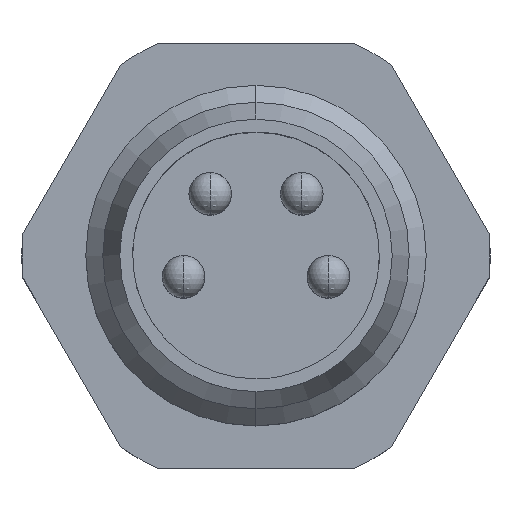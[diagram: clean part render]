
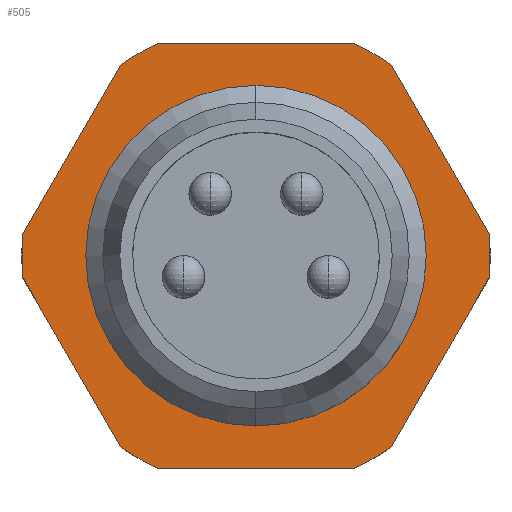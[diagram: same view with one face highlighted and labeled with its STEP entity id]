
A CAD part, top view. The second image highlights one B-rep face of the part: STEP entity #505.
In plain terms, the highlighted planar face has unit normal (0, 0, 1).
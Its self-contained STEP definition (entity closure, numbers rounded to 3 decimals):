
#207=AXIS2_PLACEMENT_3D('Circle Axis2P3D',#205,#206,$) ;
#250=AXIS2_PLACEMENT_3D('Circle Axis2P3D',#248,#249,$) ;
#293=AXIS2_PLACEMENT_3D('Circle Axis2P3D',#291,#292,$) ;
#336=AXIS2_PLACEMENT_3D('Circle Axis2P3D',#334,#335,$) ;
#379=AXIS2_PLACEMENT_3D('Circle Axis2P3D',#377,#378,$) ;
#422=AXIS2_PLACEMENT_3D('Circle Axis2P3D',#420,#421,$) ;
#435=AXIS2_PLACEMENT_3D('Plane Axis2P3D',#432,#433,#434) ;
#178=CARTESIAN_POINT('Vertex',(8.684,9.484,26.5)) ;
#181=CARTESIAN_POINT('Line Origine',(9.83,7.5,26.5)) ;
#185=CARTESIAN_POINT('Vertex',(10.976,5.516,26.5)) ;
#205=CARTESIAN_POINT('Axis2P3D Location',(5.5,5.,26.5)) ;
#209=CARTESIAN_POINT('Vertex',(10.976,4.484,26.5)) ;
#229=CARTESIAN_POINT('Line Origine',(9.83,2.5,26.5)) ;
#233=CARTESIAN_POINT('Vertex',(8.684,0.516,26.5)) ;
#248=CARTESIAN_POINT('Axis2P3D Location',(5.5,5.,26.5)) ;
#252=CARTESIAN_POINT('Vertex',(7.791,0.,26.5)) ;
#272=CARTESIAN_POINT('Line Origine',(5.5,0.,26.5)) ;
#276=CARTESIAN_POINT('Vertex',(3.208,0.,26.5)) ;
#291=CARTESIAN_POINT('Axis2P3D Location',(5.5,5.,26.5)) ;
#295=CARTESIAN_POINT('Vertex',(2.315,0.516,26.5)) ;
#315=CARTESIAN_POINT('Line Origine',(1.17,2.5,26.5)) ;
#319=CARTESIAN_POINT('Vertex',(0.024,4.484,26.5)) ;
#334=CARTESIAN_POINT('Axis2P3D Location',(5.5,5.,26.5)) ;
#338=CARTESIAN_POINT('Vertex',(0.024,5.516,26.5)) ;
#358=CARTESIAN_POINT('Line Origine',(1.17,7.5,26.5)) ;
#362=CARTESIAN_POINT('Vertex',(2.315,9.484,26.5)) ;
#377=CARTESIAN_POINT('Axis2P3D Location',(5.5,5.,26.5)) ;
#381=CARTESIAN_POINT('Vertex',(3.208,10.,26.5)) ;
#401=CARTESIAN_POINT('Line Origine',(5.5,10.,26.5)) ;
#405=CARTESIAN_POINT('Vertex',(7.791,10.,26.5)) ;
#420=CARTESIAN_POINT('Axis2P3D Location',(5.5,5.,26.5)) ;
#432=CARTESIAN_POINT('Axis2P3D Location',(5.5,9.45,26.5)) ;
#452=CARTESIAN_POINT('Control Point',(5.5,8.4,26.5)) ;
#453=CARTESIAN_POINT('Control Point',(5.861,8.4,26.5)) ;
#454=CARTESIAN_POINT('Control Point',(6.222,8.352,26.5)) ;
#455=CARTESIAN_POINT('Control Point',(6.575,8.256,26.5)) ;
#456=CARTESIAN_POINT('Control Point',(7.247,7.973,26.5)) ;
#457=CARTESIAN_POINT('Control Point',(7.821,7.524,26.5)) ;
#458=CARTESIAN_POINT('Control Point',(8.077,7.262,26.5)) ;
#459=CARTESIAN_POINT('Control Point',(8.512,6.677,26.5)) ;
#460=CARTESIAN_POINT('Control Point',(8.78,5.999,26.5)) ;
#461=CARTESIAN_POINT('Control Point',(8.868,5.644,26.5)) ;
#462=CARTESIAN_POINT('Control Point',(8.947,4.92,26.5)) ;
#463=CARTESIAN_POINT('Control Point',(8.834,4.199,26.5)) ;
#464=CARTESIAN_POINT('Control Point',(8.73,3.849,26.5)) ;
#465=CARTESIAN_POINT('Control Point',(8.431,3.184,26.5)) ;
#466=CARTESIAN_POINT('Control Point',(7.969,2.62,26.5)) ;
#467=CARTESIAN_POINT('Control Point',(7.701,2.371,26.5)) ;
#468=CARTESIAN_POINT('Control Point',(7.133,1.968,26.5)) ;
#469=CARTESIAN_POINT('Control Point',(6.482,1.72,26.5)) ;
#470=CARTESIAN_POINT('Control Point',(6.159,1.64,26.5)) ;
#471=CARTESIAN_POINT('Control Point',(5.829,1.6,26.5)) ;
#472=CARTESIAN_POINT('Control Point',(5.5,1.6,26.5)) ;
#473=CARTESIAN_POINT('Vertex',(5.5,8.4,26.5)) ;
#475=CARTESIAN_POINT('Vertex',(5.5,1.6,26.5)) ;
#479=CARTESIAN_POINT('Control Point',(5.5,1.6,26.5)) ;
#480=CARTESIAN_POINT('Control Point',(5.138,1.6,26.5)) ;
#481=CARTESIAN_POINT('Control Point',(4.777,1.648,26.5)) ;
#482=CARTESIAN_POINT('Control Point',(4.424,1.744,26.5)) ;
#483=CARTESIAN_POINT('Control Point',(3.753,2.027,26.5)) ;
#484=CARTESIAN_POINT('Control Point',(3.178,2.476,26.5)) ;
#485=CARTESIAN_POINT('Control Point',(2.923,2.738,26.5)) ;
#486=CARTESIAN_POINT('Control Point',(2.487,3.323,26.5)) ;
#487=CARTESIAN_POINT('Control Point',(2.22,4.001,26.5)) ;
#488=CARTESIAN_POINT('Control Point',(2.132,4.356,26.5)) ;
#489=CARTESIAN_POINT('Control Point',(2.053,5.08,26.5)) ;
#490=CARTESIAN_POINT('Control Point',(2.166,5.801,26.5)) ;
#491=CARTESIAN_POINT('Control Point',(2.27,6.151,26.5)) ;
#492=CARTESIAN_POINT('Control Point',(2.569,6.816,26.5)) ;
#493=CARTESIAN_POINT('Control Point',(3.031,7.38,26.5)) ;
#494=CARTESIAN_POINT('Control Point',(3.298,7.629,26.5)) ;
#495=CARTESIAN_POINT('Control Point',(3.867,8.032,26.5)) ;
#496=CARTESIAN_POINT('Control Point',(4.517,8.28,26.5)) ;
#497=CARTESIAN_POINT('Control Point',(4.841,8.36,26.5)) ;
#498=CARTESIAN_POINT('Control Point',(5.17,8.4,26.5)) ;
#499=CARTESIAN_POINT('Control Point',(5.5,8.4,26.5)) ;
#182=DIRECTION('Vector Direction',(-0.5,0.866,0.)) ;
#206=DIRECTION('Axis2P3D Direction',(0.,-0.,-1.)) ;
#230=DIRECTION('Vector Direction',(0.5,0.866,0.)) ;
#249=DIRECTION('Axis2P3D Direction',(0.,-0.,-1.)) ;
#273=DIRECTION('Vector Direction',(1.,0.,0.)) ;
#292=DIRECTION('Axis2P3D Direction',(0.,-0.,-1.)) ;
#316=DIRECTION('Vector Direction',(0.5,-0.866,0.)) ;
#335=DIRECTION('Axis2P3D Direction',(0.,-0.,-1.)) ;
#359=DIRECTION('Vector Direction',(-0.5,-0.866,0.)) ;
#378=DIRECTION('Axis2P3D Direction',(0.,-0.,-1.)) ;
#402=DIRECTION('Vector Direction',(-1.,0.,0.)) ;
#421=DIRECTION('Axis2P3D Direction',(0.,-0.,-1.)) ;
#433=DIRECTION('Axis2P3D Direction',(-0.,0.,1.)) ;
#434=DIRECTION('Axis2P3D XDirection',(0.,-1.,0.)) ;
#183=VECTOR('Line Direction',#182,1.) ;
#231=VECTOR('Line Direction',#230,1.) ;
#274=VECTOR('Line Direction',#273,1.) ;
#317=VECTOR('Line Direction',#316,1.) ;
#360=VECTOR('Line Direction',#359,1.) ;
#403=VECTOR('Line Direction',#402,1.) ;
#438=ORIENTED_EDGE('',*,*,#187,.T.) ;
#439=ORIENTED_EDGE('',*,*,#424,.F.) ;
#440=ORIENTED_EDGE('',*,*,#407,.T.) ;
#441=ORIENTED_EDGE('',*,*,#383,.F.) ;
#442=ORIENTED_EDGE('',*,*,#364,.T.) ;
#443=ORIENTED_EDGE('',*,*,#340,.F.) ;
#444=ORIENTED_EDGE('',*,*,#321,.T.) ;
#445=ORIENTED_EDGE('',*,*,#297,.F.) ;
#446=ORIENTED_EDGE('',*,*,#278,.T.) ;
#447=ORIENTED_EDGE('',*,*,#254,.F.) ;
#448=ORIENTED_EDGE('',*,*,#235,.T.) ;
#449=ORIENTED_EDGE('',*,*,#211,.F.) ;
#502=ORIENTED_EDGE('',*,*,#477,.T.) ;
#503=ORIENTED_EDGE('',*,*,#500,.T.) ;
#504=FACE_BOUND('',#501,.T.) ;
#505=ADVANCED_FACE('Hauptk\X2\00F6\X0\rper',(#450,#504),#436,.T.) ;
#451=B_SPLINE_CURVE_WITH_KNOTS('',5,(#452,#453,#454,#455,#456,#457,#458,#459,#460,#461,#462,#463,#464,#465,#466,#467,#468,#469,#470,#471,#472),.UNSPECIFIED.,.F.,.U.,(6,3,3,3,3,3,6),(0.,2.562,5.124,7.687,10.249,12.811,15.149),.UNSPECIFIED.) ;
#478=B_SPLINE_CURVE_WITH_KNOTS('',5,(#479,#480,#481,#482,#483,#484,#485,#486,#487,#488,#489,#490,#491,#492,#493,#494,#495,#496,#497,#498,#499),.UNSPECIFIED.,.F.,.U.,(6,3,3,3,3,3,6),(0.,2.562,5.124,7.687,10.249,12.811,15.149),.UNSPECIFIED.) ;
#208=CIRCLE('generated circle',#207,5.5) ;
#251=CIRCLE('generated circle',#250,5.5) ;
#294=CIRCLE('generated circle',#293,5.5) ;
#337=CIRCLE('generated circle',#336,5.5) ;
#380=CIRCLE('generated circle',#379,5.5) ;
#423=CIRCLE('generated circle',#422,5.5) ;
#187=EDGE_CURVE('',#186,#179,#184,.T.) ;
#211=EDGE_CURVE('',#186,#210,#208,.T.) ;
#235=EDGE_CURVE('',#234,#210,#232,.T.) ;
#254=EDGE_CURVE('',#234,#253,#251,.T.) ;
#278=EDGE_CURVE('',#277,#253,#275,.T.) ;
#297=EDGE_CURVE('',#277,#296,#294,.T.) ;
#321=EDGE_CURVE('',#320,#296,#318,.T.) ;
#340=EDGE_CURVE('',#320,#339,#337,.T.) ;
#364=EDGE_CURVE('',#363,#339,#361,.T.) ;
#383=EDGE_CURVE('',#363,#382,#380,.T.) ;
#407=EDGE_CURVE('',#406,#382,#404,.T.) ;
#424=EDGE_CURVE('',#406,#179,#423,.T.) ;
#477=EDGE_CURVE('',#474,#476,#451,.T.) ;
#500=EDGE_CURVE('',#476,#474,#478,.T.) ;
#437=EDGE_LOOP('',(#438,#439,#440,#441,#442,#443,#444,#445,#446,#447,#448,#449)) ;
#501=EDGE_LOOP('',(#502,#503)) ;
#450=FACE_OUTER_BOUND('',#437,.T.) ;
#184=LINE('Line',#181,#183) ;
#232=LINE('Line',#229,#231) ;
#275=LINE('Line',#272,#274) ;
#318=LINE('Line',#315,#317) ;
#361=LINE('Line',#358,#360) ;
#404=LINE('Line',#401,#403) ;
#436=PLANE('',#435) ;
#179=VERTEX_POINT('',#178) ;
#186=VERTEX_POINT('',#185) ;
#210=VERTEX_POINT('',#209) ;
#234=VERTEX_POINT('',#233) ;
#253=VERTEX_POINT('',#252) ;
#277=VERTEX_POINT('',#276) ;
#296=VERTEX_POINT('',#295) ;
#320=VERTEX_POINT('',#319) ;
#339=VERTEX_POINT('',#338) ;
#363=VERTEX_POINT('',#362) ;
#382=VERTEX_POINT('',#381) ;
#406=VERTEX_POINT('',#405) ;
#474=VERTEX_POINT('',#473) ;
#476=VERTEX_POINT('',#475) ;
